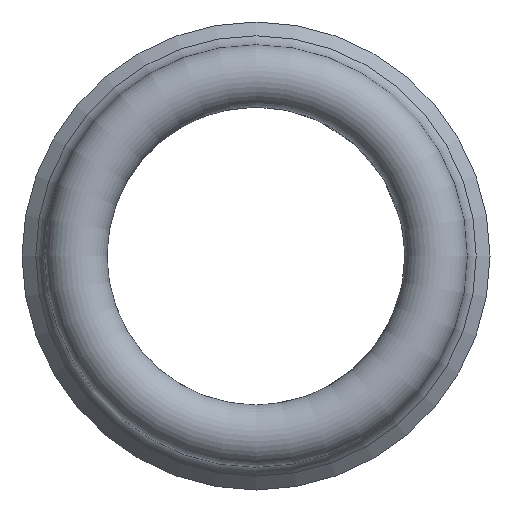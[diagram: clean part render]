
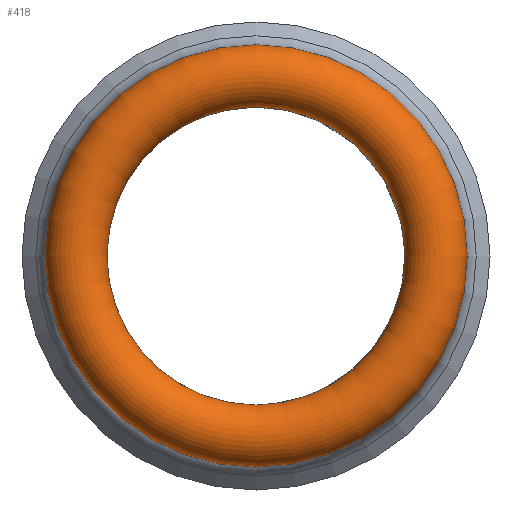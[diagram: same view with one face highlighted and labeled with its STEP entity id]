
A CAD part, front view. The second image highlights one B-rep face of the part: STEP entity #418.
In plain terms, the highlighted toroidal (fillet/blend) face has major radius 11.725 mm and minor radius 2.025 mm.
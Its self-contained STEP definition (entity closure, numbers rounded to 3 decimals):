
#18=TOROIDAL_SURFACE('',#464,11.725,2.025);
#27=CIRCLE('',#461,9.7);
#28=CIRCLE('',#462,9.7);
#30=CIRCLE('',#465,13.75);
#31=CIRCLE('',#466,2.025);
#32=CIRCLE('',#467,13.75);
#86=FACE_OUTER_BOUND('',#109,.T.);
#109=EDGE_LOOP('',(#340,#341,#342,#343,#344,#345));
#179=VERTEX_POINT('',#1451);
#180=VERTEX_POINT('',#1453);
#181=VERTEX_POINT('',#1458);
#182=VERTEX_POINT('',#1459);
#236=EDGE_CURVE('',#180,#179,#27,.T.);
#237=EDGE_CURVE('',#179,#180,#28,.T.);
#239=EDGE_CURVE('',#181,#182,#30,.T.);
#240=EDGE_CURVE('',#181,#180,#31,.T.);
#241=EDGE_CURVE('',#182,#181,#32,.T.);
#340=ORIENTED_EDGE('',*,*,#239,.F.);
#341=ORIENTED_EDGE('',*,*,#240,.T.);
#342=ORIENTED_EDGE('',*,*,#236,.T.);
#343=ORIENTED_EDGE('',*,*,#237,.T.);
#344=ORIENTED_EDGE('',*,*,#240,.F.);
#345=ORIENTED_EDGE('',*,*,#241,.F.);
#418=ADVANCED_FACE('',(#86),#18,.T.);
#461=AXIS2_PLACEMENT_3D('',#1454,#517,#518);
#462=AXIS2_PLACEMENT_3D('',#1455,#519,#520);
#464=AXIS2_PLACEMENT_3D('',#1457,#523,#524);
#465=AXIS2_PLACEMENT_3D('',#1460,#525,#526);
#466=AXIS2_PLACEMENT_3D('',#1461,#527,#528);
#467=AXIS2_PLACEMENT_3D('',#1462,#529,#530);
#517=DIRECTION('center_axis',(0.,1.,0.));
#518=DIRECTION('ref_axis',(-1.,0.,0.));
#519=DIRECTION('center_axis',(0.,1.,0.));
#520=DIRECTION('ref_axis',(-1.,0.,0.));
#523=DIRECTION('center_axis',(0.,1.,0.));
#524=DIRECTION('ref_axis',(0.,0.,1.));
#525=DIRECTION('center_axis',(0.,1.,0.));
#526=DIRECTION('ref_axis',(-1.,0.,0.));
#527=DIRECTION('center_axis',(-1.,0.,0.));
#528=DIRECTION('ref_axis',(0.,0.,-1.));
#529=DIRECTION('center_axis',(0.,1.,0.));
#530=DIRECTION('ref_axis',(-1.,0.,0.));
#1451=CARTESIAN_POINT('',(9.7,1.625,0.));
#1453=CARTESIAN_POINT('',(0.,1.625,-9.7));
#1454=CARTESIAN_POINT('Origin',(0.,1.625,0.));
#1455=CARTESIAN_POINT('Origin',(0.,1.625,0.));
#1457=CARTESIAN_POINT('Origin',(0.,1.625,0.));
#1458=CARTESIAN_POINT('',(0.,1.625,-13.75));
#1459=CARTESIAN_POINT('',(13.75,1.625,0.));
#1460=CARTESIAN_POINT('Origin',(0.,1.625,0.));
#1461=CARTESIAN_POINT('Origin',(0.,1.625,-11.725));
#1462=CARTESIAN_POINT('Origin',(0.,1.625,0.));
